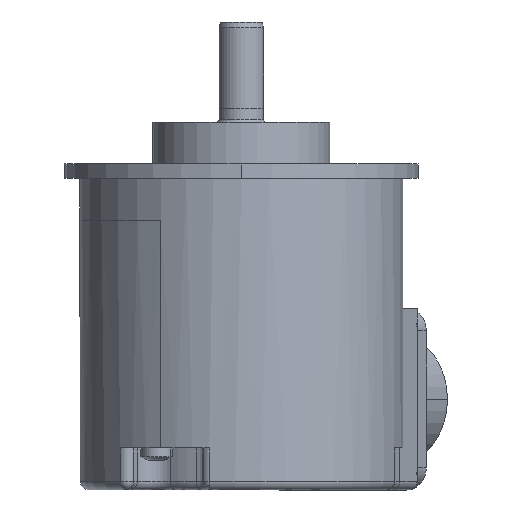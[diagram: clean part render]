
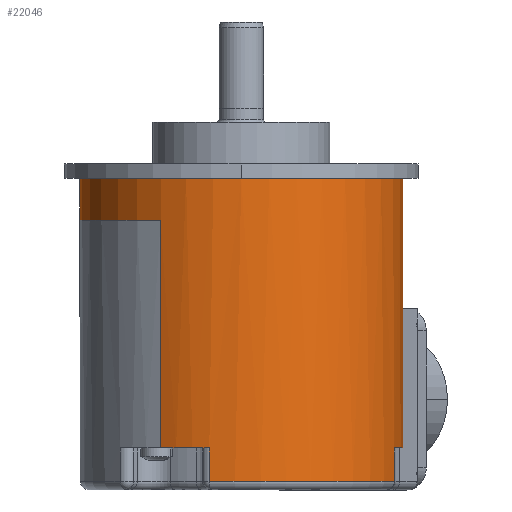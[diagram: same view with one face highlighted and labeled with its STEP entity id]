
A CAD part, left-side view. The second image highlights one B-rep face of the part: STEP entity #22046.
In plain terms, the highlighted cylindrical face has radius 29 mm (diameter 58 mm), a partial arc.
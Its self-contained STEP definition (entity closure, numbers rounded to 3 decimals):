
#3884=CARTESIAN_POINT('',(0.,0.,12.4));
#3885=DIRECTION('',(0.,0.,1.));
#3886=DIRECTION('',(0.,-1.,0.));
#3887=AXIS2_PLACEMENT_3D('',#3884,#3885,#3886);
#3969=DIRECTION('',(0.,0.,1.));
#3970=VECTOR('',#3969,7.5);
#3971=CARTESIAN_POINT('',(0.,-29.,12.4));
#3972=LINE('',#3971,#3970);
#3973=DIRECTION('',(0.,0.,-1.));
#3974=VECTOR('',#3973,15.9);
#3975=CARTESIAN_POINT('',(25.115,-14.5,12.4));
#3976=LINE('',#3975,#3974);
#3977=DIRECTION('',(0.,0.,-1.));
#3978=VECTOR('',#3977,40.9);
#3979=CARTESIAN_POINT('',(-25.115,14.5,12.4));
#3980=LINE('',#3979,#3978);
#3981=CARTESIAN_POINT('',(0.,0.,12.4));
#3982=DIRECTION('',(0.,0.,1.));
#3983=DIRECTION('',(0.,1.,0.));
#3984=AXIS2_PLACEMENT_3D('',#3981,#3982,#3983);
#3986=DIRECTION('',(0.,0.,1.));
#3987=VECTOR('',#3986,7.5);
#3988=CARTESIAN_POINT('',(0.,29.,12.4));
#3989=LINE('',#3988,#3987);
#4002=CARTESIAN_POINT('',(0.,0.,-3.5));
#4003=DIRECTION('',(0.,0.,1.));
#4004=DIRECTION('',(0.304,-0.953,0.));
#4005=AXIS2_PLACEMENT_3D('',#4002,#4003,#4004);
#4179=DIRECTION('',(0.,0.,1.));
#4180=VECTOR('',#4179,25.);
#4181=CARTESIAN_POINT('',(8.815,-27.628,-28.5));
#4182=LINE('',#4181,#4180);
#4286=DIRECTION('',(0.,0.,-1.));
#4287=VECTOR('',#4286,6.);
#4288=CARTESIAN_POINT('',(-9.241,-27.488,-28.5));
#4289=LINE('',#4288,#4287);
#4304=CARTESIAN_POINT('',(0.,0.,-34.5));
#4305=DIRECTION('',(0.,0.,-1.));
#4306=DIRECTION('',(-0.319,-0.948,0.));
#4307=AXIS2_PLACEMENT_3D('',#4304,#4305,#4306);
#4338=DIRECTION('',(0.,0.,1.));
#4339=VECTOR('',#4338,6.);
#4340=CARTESIAN_POINT('',(-28.426,5.741,-34.5));
#4341=LINE('',#4340,#4339);
#5071=CARTESIAN_POINT('',(0.,0.,-28.5));
#5072=DIRECTION('',(0.,0.,1.));
#5073=DIRECTION('',(-0.866,0.5,0.));
#5074=AXIS2_PLACEMENT_3D('',#5071,#5072,#5073);
#5539=CARTESIAN_POINT('',(0.,0.,-28.5));
#5540=DIRECTION('',(0.,0.,1.));
#5541=DIRECTION('',(-0.319,-0.948,0.));
#5542=AXIS2_PLACEMENT_3D('',#5539,#5540,#5541);
#9876=CARTESIAN_POINT('',(0.,0.,19.9));
#9877=DIRECTION('',(0.,0.,1.));
#9878=DIRECTION('',(0.,1.,0.));
#9879=AXIS2_PLACEMENT_3D('',#9876,#9877,#9878);
#17035=CARTESIAN_POINT('',(0.,29.,19.9));
#17036=CARTESIAN_POINT('',(0.,-29.,19.9));
#17037=VERTEX_POINT('',#17035);
#17038=VERTEX_POINT('',#17036);
#17359=CARTESIAN_POINT('',(8.815,-27.628,-3.5));
#17360=VERTEX_POINT('',#17359);
#17361=CARTESIAN_POINT('',(25.115,-14.5,-3.5));
#17362=VERTEX_POINT('',#17361);
#17370=CARTESIAN_POINT('',(8.815,-27.628,-28.5));
#17372=VERTEX_POINT('',#17370);
#17383=CARTESIAN_POINT('',(-9.241,-27.488,-28.5));
#17384=VERTEX_POINT('',#17383);
#17385=CARTESIAN_POINT('',(-28.426,5.741,-28.5));
#17386=VERTEX_POINT('',#17385);
#17391=CARTESIAN_POINT('',(-25.115,14.5,-28.5));
#17392=VERTEX_POINT('',#17391);
#17455=CARTESIAN_POINT('',(-9.241,-27.488,-34.5));
#17456=CARTESIAN_POINT('',(-28.426,5.741,-34.5));
#17457=VERTEX_POINT('',#17455);
#17458=VERTEX_POINT('',#17456);
#17493=CARTESIAN_POINT('',(0.,29.,12.4));
#17494=CARTESIAN_POINT('',(-25.115,14.5,12.4));
#17495=VERTEX_POINT('',#17493);
#17496=VERTEX_POINT('',#17494);
#17497=CARTESIAN_POINT('',(0.,-29.,12.4));
#17498=CARTESIAN_POINT('',(25.115,-14.5,12.4));
#17499=VERTEX_POINT('',#17497);
#17500=VERTEX_POINT('',#17498);
#22017=CARTESIAN_POINT('',(0.,0.,31.5));
#22018=DIRECTION('',(0.,0.,-1.));
#22019=DIRECTION('',(0.,1.,0.));
#22020=AXIS2_PLACEMENT_3D('',#22017,#22018,#22019);
#22021=CYLINDRICAL_SURFACE('',#22020,29.);
#22022=ORIENTED_EDGE('',*,*,#21993,.F.);
#22023=ORIENTED_EDGE('',*,*,#21991,.T.);
#22024=ORIENTED_EDGE('',*,*,#21989,.T.);
#22026=ORIENTED_EDGE('',*,*,#22025,.F.);
#22028=ORIENTED_EDGE('',*,*,#22027,.F.);
#22030=ORIENTED_EDGE('',*,*,#22029,.F.);
#22032=ORIENTED_EDGE('',*,*,#22031,.T.);
#22034=ORIENTED_EDGE('',*,*,#22033,.T.);
#22036=ORIENTED_EDGE('',*,*,#22035,.T.);
#22038=ORIENTED_EDGE('',*,*,#22037,.F.);
#22039=ORIENTED_EDGE('',*,*,#21973,.F.);
#22040=ORIENTED_EDGE('',*,*,#21971,.F.);
#22041=ORIENTED_EDGE('',*,*,#21969,.T.);
#22043=ORIENTED_EDGE('',*,*,#22042,.T.);
#22044=EDGE_LOOP('',(#22022,#22023,#22024,#22026,#22028,#22030,#22032,#22034,
#22036,#22038,#22039,#22040,#22041,#22043));
#22045=FACE_OUTER_BOUND('',#22044,.F.);
#3888=CIRCLE('',#3887,29.);
#3985=CIRCLE('',#3984,29.);
#4006=CIRCLE('',#4005,29.);
#4308=CIRCLE('',#4307,29.);
#5075=CIRCLE('',#5074,29.);
#5543=CIRCLE('',#5542,29.);
#9880=CIRCLE('',#9879,29.);
#21969=EDGE_CURVE('',#17495,#17037,#3989,.T.);
#21971=EDGE_CURVE('',#17495,#17496,#3985,.T.);
#21973=EDGE_CURVE('',#17496,#17392,#3980,.T.);
#21989=EDGE_CURVE('',#17500,#17362,#3976,.T.);
#21991=EDGE_CURVE('',#17499,#17500,#3888,.T.);
#21993=EDGE_CURVE('',#17499,#17038,#3972,.T.);
#22025=EDGE_CURVE('',#17360,#17362,#4006,.T.);
#22027=EDGE_CURVE('',#17372,#17360,#4182,.T.);
#22029=EDGE_CURVE('',#17384,#17372,#5543,.T.);
#22031=EDGE_CURVE('',#17384,#17457,#4289,.T.);
#22033=EDGE_CURVE('',#17457,#17458,#4308,.T.);
#22035=EDGE_CURVE('',#17458,#17386,#4341,.T.);
#22037=EDGE_CURVE('',#17392,#17386,#5075,.T.);
#22042=EDGE_CURVE('',#17037,#17038,#9880,.T.);
#22046=ADVANCED_FACE('',(#22045),#22021,.T.);
